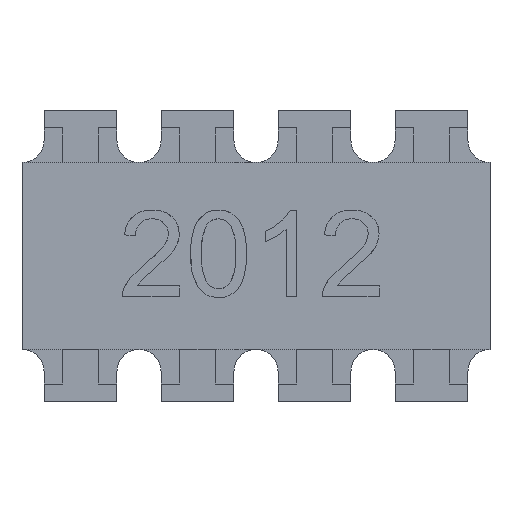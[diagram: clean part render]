
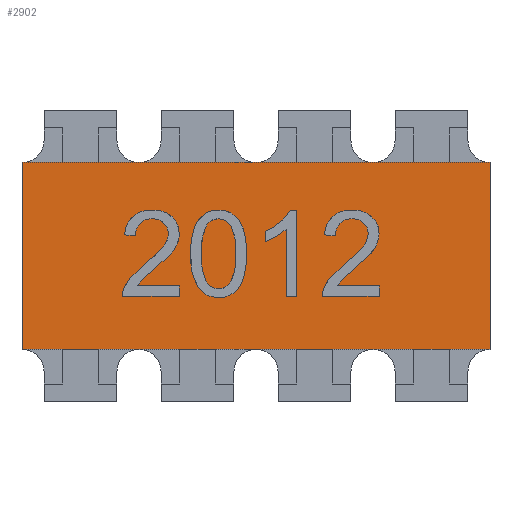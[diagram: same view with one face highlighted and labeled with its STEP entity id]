
A CAD part, top view. The second image highlights one B-rep face of the part: STEP entity #2902.
In plain terms, the highlighted planar face has unit normal (0, 0, 1).
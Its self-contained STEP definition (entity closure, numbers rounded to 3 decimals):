
#302=FACE_OUTER_BOUND('',#463,.T.);
#463=EDGE_LOOP('',(#1953,#1954,#1955,#1956));
#624=LINE('',#3844,#919);
#627=LINE('',#3850,#922);
#630=LINE('',#3856,#925);
#633=LINE('',#3860,#928);
#919=VECTOR('',#3270,10.);
#922=VECTOR('',#3275,10.);
#925=VECTOR('',#3280,10.);
#928=VECTOR('',#3285,10.);
#1214=VERTEX_POINT('',#3841);
#1215=VERTEX_POINT('',#3843);
#1217=VERTEX_POINT('',#3849);
#1219=VERTEX_POINT('',#3855);
#1504=EDGE_CURVE('',#1215,#1214,#624,.T.);
#1507=EDGE_CURVE('',#1217,#1215,#627,.T.);
#1510=EDGE_CURVE('',#1219,#1217,#630,.T.);
#1513=EDGE_CURVE('',#1214,#1219,#633,.T.);
#1953=ORIENTED_EDGE('',*,*,#1513,.T.);
#1954=ORIENTED_EDGE('',*,*,#1510,.T.);
#1955=ORIENTED_EDGE('',*,*,#1507,.T.);
#1956=ORIENTED_EDGE('',*,*,#1504,.T.);
#2811=PLANE('',#3129);
#2902=ADVANCED_FACE('',(#302),#2811,.T.);
#3129=AXIS2_PLACEMENT_3D('',#3861,#3286,#3287);
#3270=DIRECTION('',(0.,-1.,0.));
#3275=DIRECTION('',(-1.,0.,0.));
#3280=DIRECTION('',(0.,1.,0.));
#3285=DIRECTION('',(1.,0.,0.));
#3286=DIRECTION('center_axis',(0.,0.,1.));
#3287=DIRECTION('ref_axis',(1.,0.,0.));
#3841=CARTESIAN_POINT('',(-2.54,-1.015,0.65));
#3843=CARTESIAN_POINT('',(-2.54,1.015,0.65));
#3844=CARTESIAN_POINT('',(-2.54,-1.015,0.65));
#3849=CARTESIAN_POINT('',(2.54,1.015,0.65));
#3850=CARTESIAN_POINT('',(-2.54,1.015,0.65));
#3855=CARTESIAN_POINT('',(2.54,-1.015,0.65));
#3856=CARTESIAN_POINT('',(2.54,1.015,0.65));
#3860=CARTESIAN_POINT('',(2.54,-1.015,0.65));
#3861=CARTESIAN_POINT('Origin',(0.,0.,0.65));
